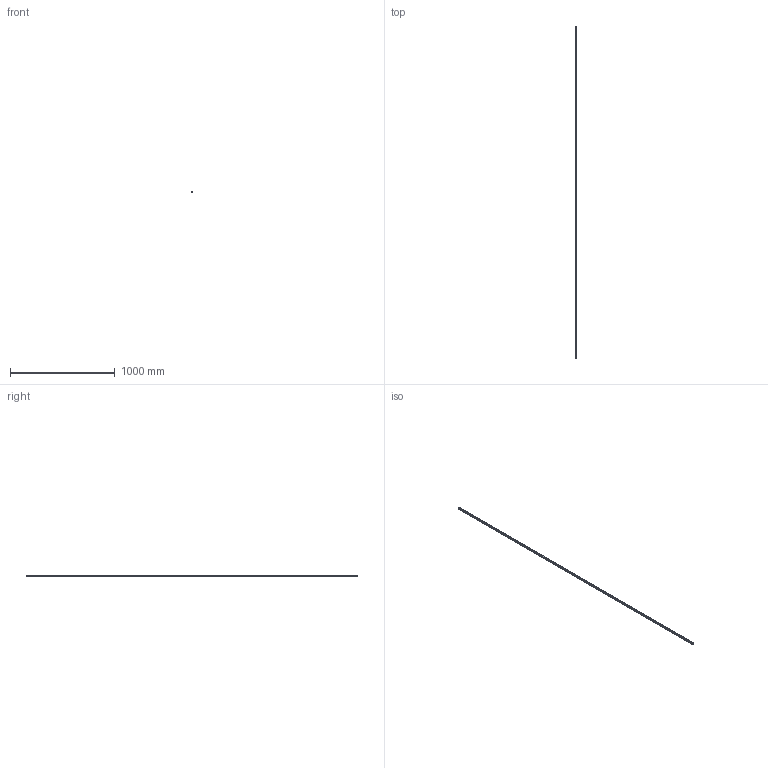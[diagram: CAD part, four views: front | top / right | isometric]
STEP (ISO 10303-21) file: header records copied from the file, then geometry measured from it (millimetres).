
FILE_DESCRIPTION(('STEP AP214'),'1');
FILE_NAME('cctmp_64040244-1197-4165-8D69-F8555E18482A_2020_5_5_14_20_30_241..stp','2020-05-05T12:20:30',('HIWIN GmbH'),('CADClick - www.CADClick.com'),'Spatial InterOp 3D',' ','unknown authorization');
FILE_SCHEMA(('AUTOMOTIVE_DESIGN'));
Length unit declared in the file: millimetre
Products named in the file (1): HGR15R3170H_FILE
Bounding box: 15 x 3170 x 15 mm (x, y, z)
Volume: 582370.1 mm3; surface area: 211063.2 mm2
Topology: 1 solids, 1 shells, 592 faces, 1281 edges, 854 vertices
Faces by surface type: cylinder 344, plane 248
Entity records: 21193 total; most frequent: DIRECTION 3155, CARTESIAN_POINT 2728, ORIENTED_EDGE 2562, AXIS2_PLACEMENT_3D 1281, EDGE_CURVE 1281, VERTEX_POINT 854, EDGE_LOOP 755, CIRCLE 688
